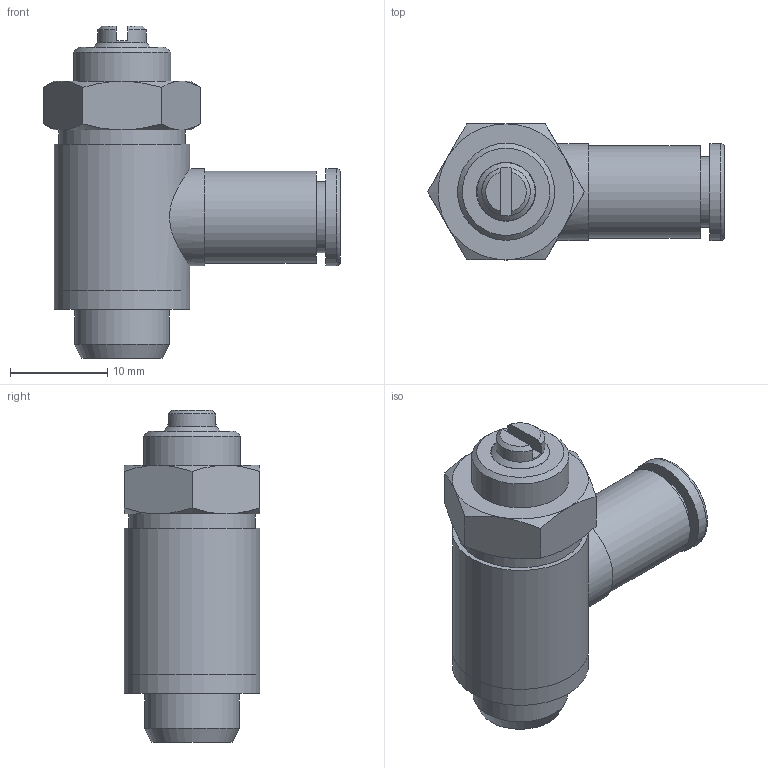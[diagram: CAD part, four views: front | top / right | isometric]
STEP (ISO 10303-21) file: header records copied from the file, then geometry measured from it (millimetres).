
FILE_DESCRIPTION(( 'MV.18.05.18C.STP' ), '1');
FILE_NAME( 'MV.18.05.18C.STP', '2018-10-04T09:38:11',( 'Sopra'),('sopra-pneumatic.com'), 'SwSTEP 2.0','SolidWorks 2009','' );
FILE_SCHEMA (('AUTOMOTIVE_DESIGN { 1 0 10303 214 1 1 1 1 }'));
Length unit declared in the file: millimetre
Products named in the file (9): Root; Baugruppe 304001-1_Baugruppe; 304001-1; 304001-2; 304001-3; 800032; R201204; DR5-1; 800042_DTG._1-8_UNV.
Assembly tree (8 placements, depth 3):
  Root
    Baugruppe 304001-1_Baugruppe
      304001-1
      304001-2
      304001-3
    800032
    R201204
    DR5-1
    800042_DTG._1-8_UNV.
Bounding box: 30.58 x 14 x 34.2 mm (x, y, z)
Volume: 4255.8 mm3; surface area: 5899 mm2
Topology: 7 solids, 7 shells, 149 faces, 315 edges, 197 vertices
Faces by surface type: plane 52, cylinder 52, cone 40, torus 5
Full cylindrical faces by diameter (mm): 2.2 x4, 3 x1, 3.5 x1, 4 x1, 5 x2, 5.08 x1, 5.1 x1, 5.2 x1, 5.5 x1, 5.6 x1, 5.8 x1, 6 x2, 6.08 x1, 6.4 x1, 6.5 x1, 6.9 x1, 7 x2, 7.3 x1, 7.5 x2, 7.6 x1, 8 x1, 8.3 x1, 8.8 x1, 9.5 x1, 9.65 x3, 9.728 x1, 9.9 x2, 10 x4, 10.2 x1, 10.6 x1
Entity records: 12074 total; most frequent: CARTESIAN_POINT 6991, DIRECTION 694, PRESENTATION_STYLE_ASSIGNMENT 417, COLOUR_RGB 413, DRAUGHTING_PRE_DEFINED_CURVE_FONT 410, CURVE_STYLE 410, OVER_RIDING_STYLED_ITEM 410, ORIENTED_EDGE 410
